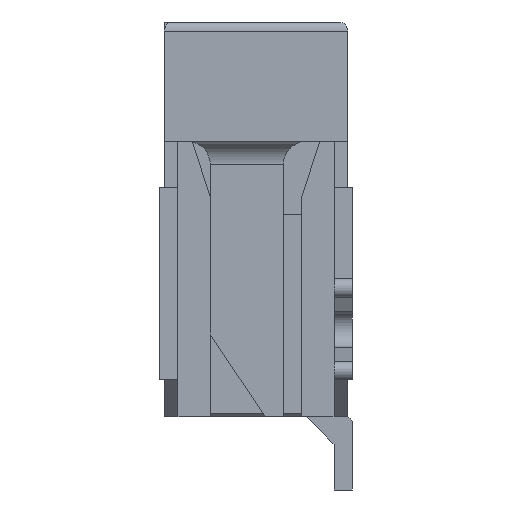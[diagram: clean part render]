
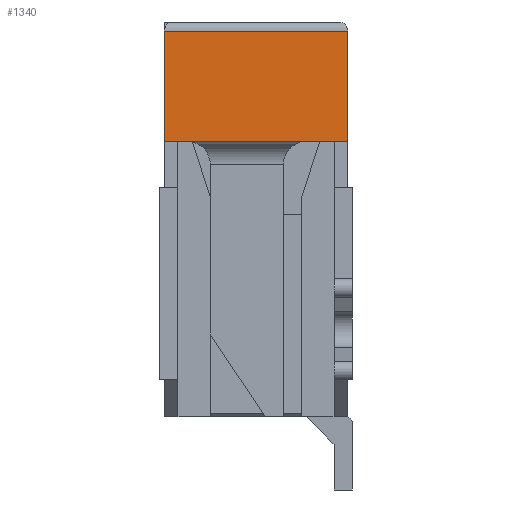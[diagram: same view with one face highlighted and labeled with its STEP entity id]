
A CAD part, left-side view. The second image highlights one B-rep face of the part: STEP entity #1340.
In plain terms, the highlighted planar face has unit normal (-1, 0, 0).
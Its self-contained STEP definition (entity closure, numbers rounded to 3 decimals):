
#1340 = ADVANCED_FACE( '', ( #2925 ), #2926, .T. );
#2925 = FACE_OUTER_BOUND( '', #4864, .T. );
#2926 = PLANE( '', #4865 );
#4864 = EDGE_LOOP( '', ( #8250, #8251, #8252, #8253 ) );
#4865 = AXIS2_PLACEMENT_3D( '', #8254, #8255, #8256 );
#8250 = ORIENTED_EDGE( '', *, *, #14210, .F. );
#8251 = ORIENTED_EDGE( '', *, *, #14211, .T. );
#8252 = ORIENTED_EDGE( '', *, *, #14212, .T. );
#8253 = ORIENTED_EDGE( '', *, *, #14213, .F. );
#8254 = CARTESIAN_POINT( '', ( -9.45, -1., 0.65 ) );
#8255 = DIRECTION( '', ( -1., 0., 0. ) );
#8256 = DIRECTION( '', ( 0., 0., 1. ) );
#14210 = EDGE_CURVE( '', #17811, #17812, #17813, .T. );
#14211 = EDGE_CURVE( '', #17811, #17814, #17815, .T. );
#14212 = EDGE_CURVE( '', #17814, #17816, #17817, .T. );
#14213 = EDGE_CURVE( '', #17812, #17816, #17818, .T. );
#17811 = VERTEX_POINT( '', #22901 );
#17812 = VERTEX_POINT( '', #22902 );
#17813 = LINE( '', #22903, #22904 );
#17814 = VERTEX_POINT( '', #22905 );
#17815 = LINE( '', #22906, #22907 );
#17816 = VERTEX_POINT( '', #22908 );
#17817 = LINE( '', #22909, #22910 );
#17818 = LINE( '', #22911, #22912 );
#22901 = CARTESIAN_POINT( '', ( -9.45, -1., 0.55 ) );
#22902 = CARTESIAN_POINT( '', ( -9.45, -1., -0.65 ) );
#22903 = CARTESIAN_POINT( '', ( -9.45, -1., 0.65 ) );
#22904 = VECTOR( '', #26910, 1000. );
#22905 = CARTESIAN_POINT( '', ( -9.45, 1., 0.55 ) );
#22906 = CARTESIAN_POINT( '', ( -9.45, 1., 0.55 ) );
#22907 = VECTOR( '', #26911, 1000. );
#22908 = CARTESIAN_POINT( '', ( -9.45, 1., -0.65 ) );
#22909 = CARTESIAN_POINT( '', ( -9.45, 1., 0.65 ) );
#22910 = VECTOR( '', #26912, 1000. );
#22911 = CARTESIAN_POINT( '', ( -9.45, -1., -0.65 ) );
#22912 = VECTOR( '', #26913, 1000. );
#26910 = DIRECTION( '', ( 0., 0., -1. ) );
#26911 = DIRECTION( '', ( 0., 1., 0. ) );
#26912 = DIRECTION( '', ( 0., 0., -1. ) );
#26913 = DIRECTION( '', ( 0., 1., 0. ) );
